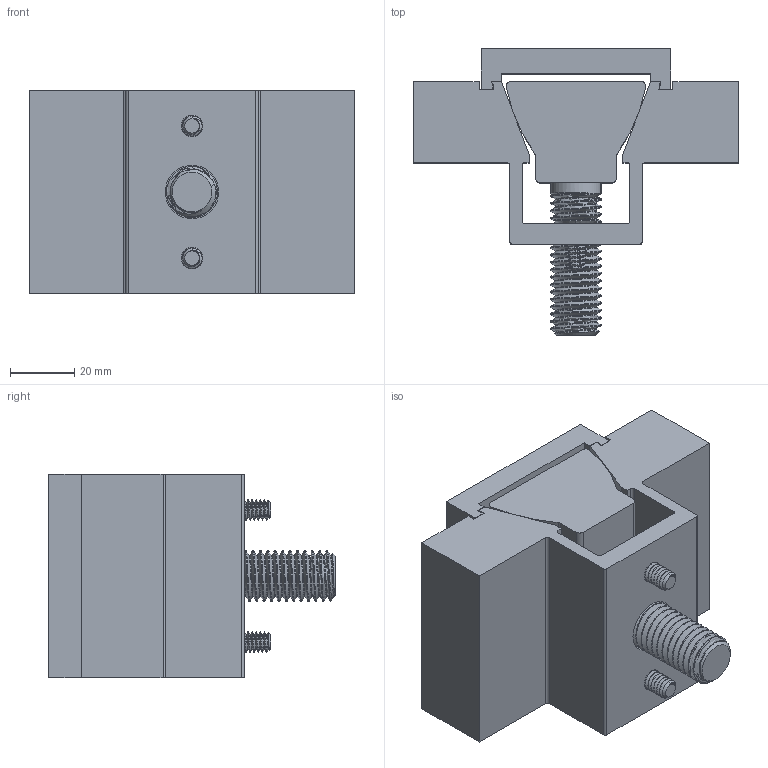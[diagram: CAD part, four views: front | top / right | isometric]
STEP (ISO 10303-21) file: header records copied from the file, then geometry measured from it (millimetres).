
FILE_DESCRIPTION (( 'STEP AP214' ), '1' );
FILE_NAME ('60200.STEP', '2017-08-03T18:12:55', ( 'Mike W' ), ( '' ), 'SwSTEP 2.0', 'SolidWorks 2017', '' );
FILE_SCHEMA (( 'AUTOMOTIVE_DESIGN' ));
Length unit declared in the file: inch
Products named in the file (6): 60350_60350; 142058 FHCS_142058 FHCS; 60200; 60180_60180; 5811212 SHCS_5811212 SHCS; 60155_60185
Assembly tree (6 placements, depth 2):
  60200
    60180_60180
    60350_60350
    142058 FHCS_142058 FHCS  x2
    5811212 SHCS_5811212 SHCS
    60155_60185
Bounding box: 101.6 x 89.48 x 63.5 mm (x, y, z)
Volume: 232301.8 mm3; surface area: 60393.3 mm2
Topology: 6 solids, 6 shells, 326 faces, 861 edges, 552 vertices
Faces by surface type: cylinder 183, plane 77, cone 56, bspline 6, torus 4
Entity records: 12557 total; most frequent: CARTESIAN_POINT 5586, ORIENTED_EDGE 1382, DIRECTION 1087, EDGE_CURVE 691, VERTEX_POINT 445, AXIS2_PLACEMENT_3D 384, VECTOR 319, LINE 319
